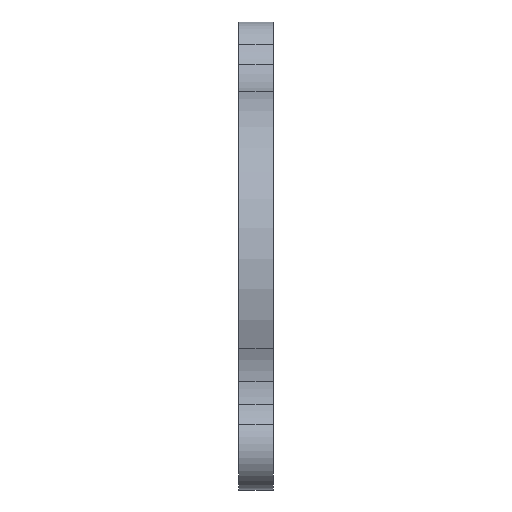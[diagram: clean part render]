
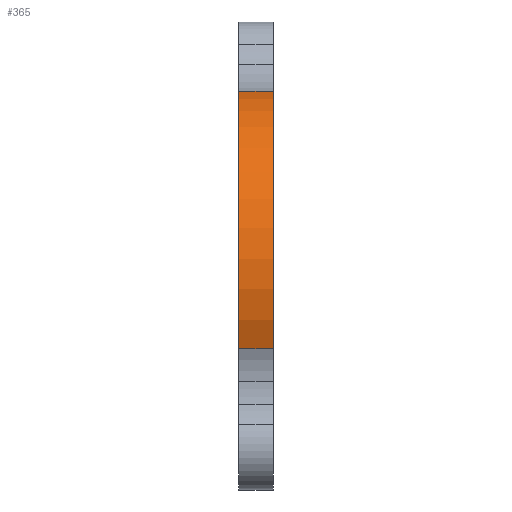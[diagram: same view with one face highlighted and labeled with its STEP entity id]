
A CAD part, top view. The second image highlights one B-rep face of the part: STEP entity #365.
In plain terms, the highlighted cylindrical face has radius 30 mm (diameter 60 mm), a partial arc.
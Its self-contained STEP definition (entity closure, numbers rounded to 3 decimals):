
#127 = VECTOR ( 'NONE', #1796, 1000. ) ;
#303 = VERTEX_POINT ( 'NONE', #967 ) ;
#344 = AXIS2_PLACEMENT_3D ( 'NONE', #574, #2205, #1831 ) ;
#365 = ADVANCED_FACE ( 'NONE', ( #1787 ), #1183, .T. ) ;
#422 = CARTESIAN_POINT ( 'NONE',  ( 101.5, 0., 0. ) ) ;
#430 = DIRECTION ( 'NONE',  ( 0., 0., -1. ) ) ;
#531 = CARTESIAN_POINT ( 'NONE',  ( 101.5, -11.799, 27.582 ) ) ;
#574 = CARTESIAN_POINT ( 'NONE',  ( 107., 0., 0. ) ) ;
#746 = ORIENTED_EDGE ( 'NONE', *, *, #956, .F. ) ;
#818 = CARTESIAN_POINT ( 'NONE',  ( 101.5, 29.616, 4.786 ) ) ;
#839 = EDGE_CURVE ( 'NONE', #1360, #303, #2035, .T. ) ;
#956 = EDGE_CURVE ( 'NONE', #1264, #2300, #1210, .T. ) ;
#967 = CARTESIAN_POINT ( 'NONE',  ( 107., -11.799, 27.582 ) ) ;
#969 = EDGE_CURVE ( 'NONE', #2300, #303, #1238, .T. ) ;
#972 = CARTESIAN_POINT ( 'NONE',  ( 101.5, 0., 0. ) ) ;
#1038 = ORIENTED_EDGE ( 'NONE', *, *, #969, .F. ) ;
#1046 = EDGE_CURVE ( 'NONE', #1264, #1360, #1179, .T. ) ;
#1099 = CARTESIAN_POINT ( 'NONE',  ( 101.5, 29.616, 4.786 ) ) ;
#1179 = CIRCLE ( 'NONE', #1650, 30. ) ;
#1183 = CYLINDRICAL_SURFACE ( 'NONE', #1896, 30. ) ;
#1210 = LINE ( 'NONE', #1099, #2151 ) ;
#1238 = CIRCLE ( 'NONE', #344, 30. ) ;
#1264 = VERTEX_POINT ( 'NONE', #818 ) ;
#1299 = ORIENTED_EDGE ( 'NONE', *, *, #839, .T. ) ;
#1318 = DIRECTION ( 'NONE',  ( 0., 0., -1. ) ) ;
#1360 = VERTEX_POINT ( 'NONE', #1589 ) ;
#1472 = DIRECTION ( 'NONE',  ( 1., 0., 0. ) ) ;
#1518 = DIRECTION ( 'NONE',  ( 1., 0., 0. ) ) ;
#1589 = CARTESIAN_POINT ( 'NONE',  ( 101.5, -11.799, 27.582 ) ) ;
#1650 = AXIS2_PLACEMENT_3D ( 'NONE', #972, #1518, #430 ) ;
#1660 = ORIENTED_EDGE ( 'NONE', *, *, #1046, .T. ) ;
#1686 = DIRECTION ( 'NONE',  ( 1., 0., 0. ) ) ;
#1688 = CARTESIAN_POINT ( 'NONE',  ( 107., 29.616, 4.786 ) ) ;
#1787 = FACE_OUTER_BOUND ( 'NONE', #1853, .T. ) ;
#1796 = DIRECTION ( 'NONE',  ( 1., 0., 0. ) ) ;
#1831 = DIRECTION ( 'NONE',  ( 0., 0., -1. ) ) ;
#1853 = EDGE_LOOP ( 'NONE', ( #1038, #746, #1660, #1299 ) ) ;
#1896 = AXIS2_PLACEMENT_3D ( 'NONE', #422, #1686, #1318 ) ;
#2035 = LINE ( 'NONE', #531, #127 ) ;
#2151 = VECTOR ( 'NONE', #1472, 1000. ) ;
#2205 = DIRECTION ( 'NONE',  ( 1., 0., 0. ) ) ;
#2300 = VERTEX_POINT ( 'NONE', #1688 ) ;
